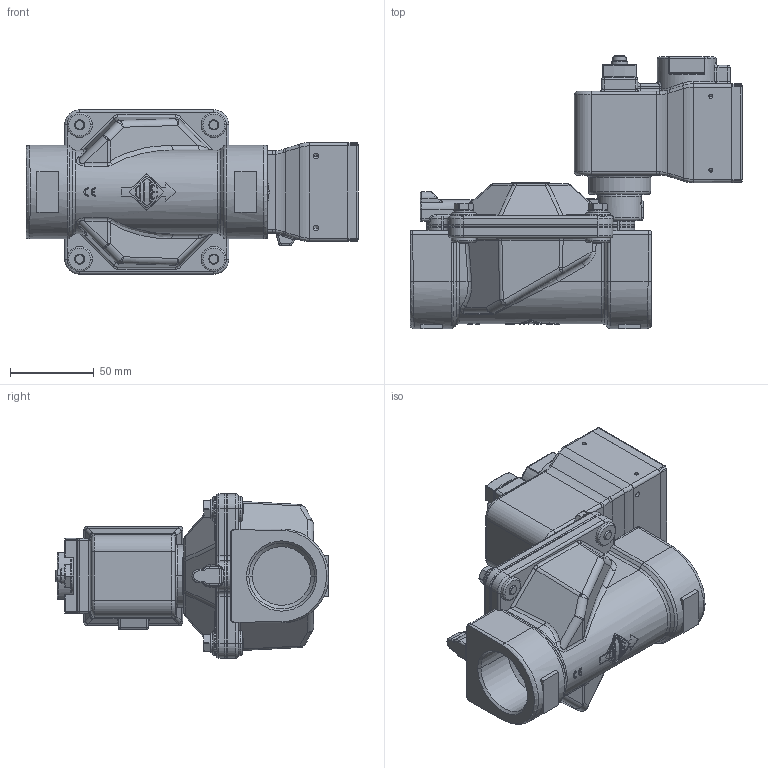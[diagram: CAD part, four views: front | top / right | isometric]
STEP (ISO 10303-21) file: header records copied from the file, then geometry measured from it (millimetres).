
FILE_DESCRIPTION((''),'2;1');
FILE_NAME('21W5KJB350_BDA_INGOMBRO_ASM','2009-07-10T',('romeri'),('O.D.E.'),'PRO/ENGINEER BY PARAMETRIC TECHNOLOGY CORPORATION, 2005450','PRO/ENGINEER BY PARAMETRIC TECHNOLOGY CORPORATION, 2005450','');
FILE_SCHEMA(('CONFIG_CONTROL_DESIGN'));
Length unit declared in the file: millimetre
Products named in the file (10): 4500W5_INGOMBRO; 450464_INGOMBRO; 451884_INGOMBRO; VITE_T_CIL_ESAG-INC_M4X10; 451578_INGOMBRO; 450145; 450146; ROSETTE_UNI_1751_M6; VITE_T_ESAGONALE_ISO_4_M6X20; 21W5KJB350_BDA_INGOMBRO_ASM
Assembly tree (16 placements, depth 2):
  21W5KJB350_BDA_INGOMBRO_ASM
    4500W5_INGOMBRO
    450464_INGOMBRO
    451884_INGOMBRO
    VITE_T_CIL_ESAG-INC_M4X10  x2
    451578_INGOMBRO
    450145
    450146
    ROSETTE_UNI_1751_M6  x4
    VITE_T_ESAGONALE_ISO_4_M6X20  x4
Bounding box: 198 x 163 x 98 mm (x, y, z)
Volume: 851255.6 mm3; surface area: 147482.8 mm2
Topology: 24 solids, 25 shells, 1738 faces, 3957 edges, 2306 vertices
Faces by surface type: cylinder 597, plane 464, bspline 243, torus 227, cone 149, sphere 58
Entity records: 62464 total; most frequent: CARTESIAN_POINT 15861, DIRECTION 6812, ORIENTED_EDGE 6634, EDGE_CURVE 3317, PRESENTATION_STYLE_ASSIGNMENT 3171, AXIS2_PLACEMENT_3D 2707, STYLED_ITEM 2604, CURVE_STYLE 1980
